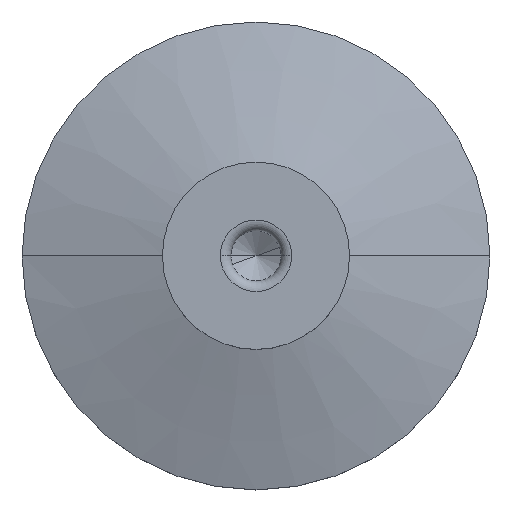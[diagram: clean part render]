
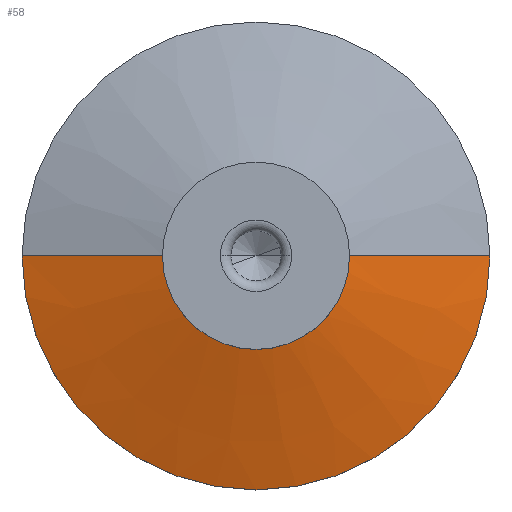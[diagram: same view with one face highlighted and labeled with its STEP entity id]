
A CAD part, top view. The second image highlights one B-rep face of the part: STEP entity #58.
In plain terms, the highlighted conical face has half-angle 72.864 degrees and reference radius 14 mm.
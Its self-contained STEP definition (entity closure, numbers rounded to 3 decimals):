
#58=ADVANCED_FACE('',(#89),#90,.T.);
#89=FACE_OUTER_BOUND('',#126,.T.);
#90=CONICAL_SURFACE('',#127,14.0,1.272);
#126=EDGE_LOOP('',(#220,#221,#222,#223));
#127=AXIS2_PLACEMENT_3D('',#224,#225,#226);
#220=ORIENTED_EDGE('',*,*,#280,.T.);
#221=ORIENTED_EDGE('',*,*,#292,.F.);
#222=ORIENTED_EDGE('',*,*,#282,.T.);
#223=ORIENTED_EDGE('',*,*,#291,.T.);
#224=CARTESIAN_POINT('',(0.0,0.0,-2.15));
#225=DIRECTION('',(-0.0,-0.0,-1.0));
#226=DIRECTION('',(1.0,0.0,0.0));
#280=EDGE_CURVE('',#327,#319,#328,.T.);
#282=EDGE_CURVE('',#322,#329,#331,.T.);
#291=EDGE_CURVE('',#329,#327,#344,.T.);
#292=EDGE_CURVE('',#322,#319,#345,.T.);
#319=VERTEX_POINT('',#376);
#322=VERTEX_POINT('',#380);
#327=VERTEX_POINT('',#386);
#328=LINE('',#387,#388);
#329=VERTEX_POINT('',#389);
#331=LINE('',#391,#392);
#344=CIRCLE('',#409,20.0);
#345=CIRCLE('',#410,8.0);
#376=CARTESIAN_POINT('',(8.0,0.0,-0.3));
#380=CARTESIAN_POINT('',(-8.0,0.,-0.3));
#386=CARTESIAN_POINT('',(20.0,0.0,-4.0));
#387=CARTESIAN_POINT('',(14.0,0.,-2.15));
#388=VECTOR('',#458,1.0);
#389=CARTESIAN_POINT('',(-20.0,0.,-4.0));
#391=CARTESIAN_POINT('',(-14.0,0.,-2.15));
#392=VECTOR('',#462,1.0);
#409=AXIS2_PLACEMENT_3D('',#479,#480,#481);
#410=AXIS2_PLACEMENT_3D('',#482,#483,#484);
#458=DIRECTION('',(-0.956,0.,0.295));
#462=DIRECTION('',(-0.956,0.,-0.295));
#479=CARTESIAN_POINT('',(0.0,0.0,-4.0));
#480=DIRECTION('',(0.0,0.0,1.0));
#481=DIRECTION('',(1.0,0.0,0.0));
#482=CARTESIAN_POINT('',(0.0,0.0,-0.3));
#483=DIRECTION('',(0.0,0.0,1.0));
#484=DIRECTION('',(1.0,0.0,0.0));
